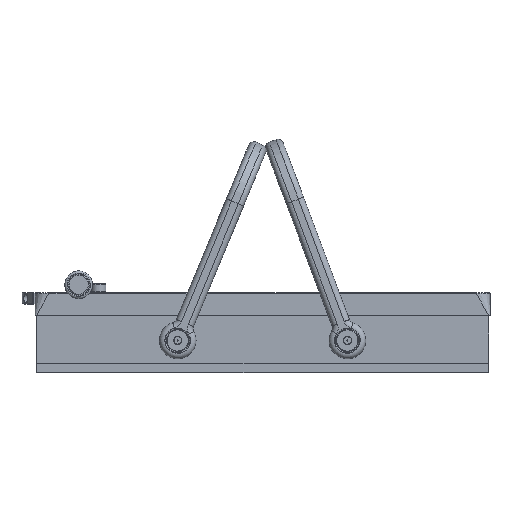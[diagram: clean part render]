
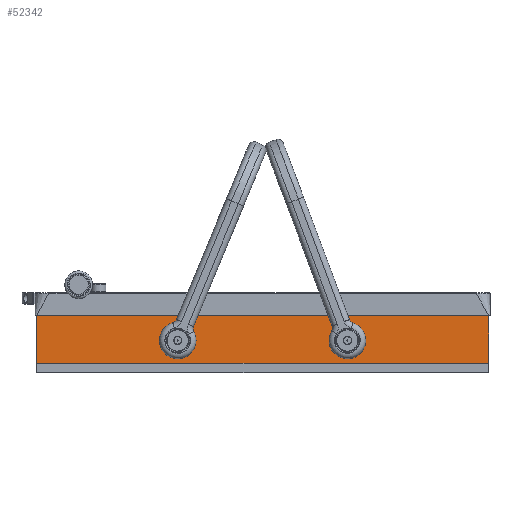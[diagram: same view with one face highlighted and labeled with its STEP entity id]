
A CAD part, top view. The second image highlights one B-rep face of the part: STEP entity #52342.
In plain terms, the highlighted planar face has unit normal (0, 0, 1).
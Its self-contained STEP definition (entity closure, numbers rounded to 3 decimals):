
#488=FACE_BOUND($,#6771,.T.);
#489=FACE_BOUND($,#6772,.T.);
#3813=CIRCLE($,#53977,6.);
#3814=CIRCLE($,#53978,6.);
#3815=CIRCLE($,#53979,6.);
#3816=CIRCLE($,#53980,6.);
#5121=FACE_OUTER_BOUND($,#6770,.T.);
#6770=EDGE_LOOP($,(#41026,#41027,#41028,#41029));
#6771=EDGE_LOOP($,(#41030,#41031));
#6772=EDGE_LOOP($,(#41032,#41033));
#8788=LINE($,#78169,#16037);
#8791=LINE($,#78340,#16040);
#8795=LINE($,#78402,#16044);
#8796=LINE($,#78404,#16045);
#16037=VECTOR($,#56718,492.75);
#16040=VECTOR($,#56887,492.75);
#16044=VECTOR($,#56949,52.);
#16045=VECTOR($,#56952,52.);
#23376=VERTEX_POINT($,#78166);
#23377=VERTEX_POINT($,#78168);
#23460=VERTEX_POINT($,#78336);
#23462=VERTEX_POINT($,#78339);
#23492=VERTEX_POINT($,#78405);
#23493=VERTEX_POINT($,#78406);
#23494=VERTEX_POINT($,#78409);
#23495=VERTEX_POINT($,#78410);
#31316=EDGE_CURVE($,#23376,#23377,#8788,.T.);
#31401=EDGE_CURVE($,#23462,#23460,#8791,.T.);
#31433=EDGE_CURVE($,#23376,#23462,#8795,.T.);
#31434=EDGE_CURVE($,#23377,#23460,#8796,.T.);
#31435=EDGE_CURVE($,#23492,#23493,#3813,.T.);
#31436=EDGE_CURVE($,#23493,#23492,#3814,.T.);
#31437=EDGE_CURVE($,#23494,#23495,#3815,.T.);
#31438=EDGE_CURVE($,#23495,#23494,#3816,.T.);
#41026=ORIENTED_EDGE($,*,*,#31433,.T.);
#41027=ORIENTED_EDGE($,*,*,#31401,.T.);
#41028=ORIENTED_EDGE($,*,*,#31434,.F.);
#41029=ORIENTED_EDGE($,*,*,#31316,.F.);
#41030=ORIENTED_EDGE($,*,*,#31435,.F.);
#41031=ORIENTED_EDGE($,*,*,#31436,.F.);
#41032=ORIENTED_EDGE($,*,*,#31437,.F.);
#41033=ORIENTED_EDGE($,*,*,#31438,.F.);
#51268=PLANE($,#53976);
#52342=ADVANCED_FACE($,(#5121,#488,#489),#51268,.F.);
#53976=AXIS2_PLACEMENT_3D($,#78403,#56950,#56951);
#53977=AXIS2_PLACEMENT_3D($,#78407,#56953,#56954);
#53978=AXIS2_PLACEMENT_3D($,#78408,#56955,#56956);
#53979=AXIS2_PLACEMENT_3D($,#78411,#56957,#56958);
#53980=AXIS2_PLACEMENT_3D($,#78412,#56959,#56960);
#56718=DIRECTION($,(1.,0.,0.));
#56887=DIRECTION($,(1.,0.,0.));
#56949=DIRECTION($,(0.,-1.,0.));
#56950=DIRECTION('center_axis',(0.,0.,-1.));
#56951=DIRECTION('ref_axis',(-1.,0.,0.));
#56952=DIRECTION($,(0.,-1.,0.));
#56953=DIRECTION('center_axis',(0.,0.,1.));
#56954=DIRECTION('ref_axis',(1.,0.,0.));
#56955=DIRECTION('center_axis',(0.,0.,1.));
#56956=DIRECTION('ref_axis',(1.,0.,0.));
#56957=DIRECTION('center_axis',(0.,0.,1.));
#56958=DIRECTION('ref_axis',(1.,0.,0.));
#56959=DIRECTION('center_axis',(0.,0.,1.));
#56960=DIRECTION('ref_axis',(1.,0.,0.));
#78166=CARTESIAN_POINT('',(-492.75,0.,0.));
#78168=CARTESIAN_POINT('',(0.,0.,0.));
#78169=CARTESIAN_POINT($,(-492.75,0.,0.));
#78336=CARTESIAN_POINT('',(0.,-52.,0.));
#78339=CARTESIAN_POINT('',(-492.75,-52.,0.));
#78340=CARTESIAN_POINT($,(-492.75,-52.,0.));
#78402=CARTESIAN_POINT($,(-492.75,0.,0.));
#78403=CARTESIAN_POINT('Origin',(-492.75,0.,0.));
#78404=CARTESIAN_POINT($,(0.,0.,0.));
#78405=CARTESIAN_POINT('',(-332.875,-27.,0.));
#78406=CARTESIAN_POINT('',(-344.875,-27.,0.));
#78407=CARTESIAN_POINT('Origin',(-338.875,-27.,0.));
#78408=CARTESIAN_POINT('Origin',(-338.875,-27.,0.));
#78409=CARTESIAN_POINT('',(-147.875,-27.,0.));
#78410=CARTESIAN_POINT('',(-159.875,-27.,0.));
#78411=CARTESIAN_POINT('Origin',(-153.875,-27.,0.));
#78412=CARTESIAN_POINT('Origin',(-153.875,-27.,0.));
